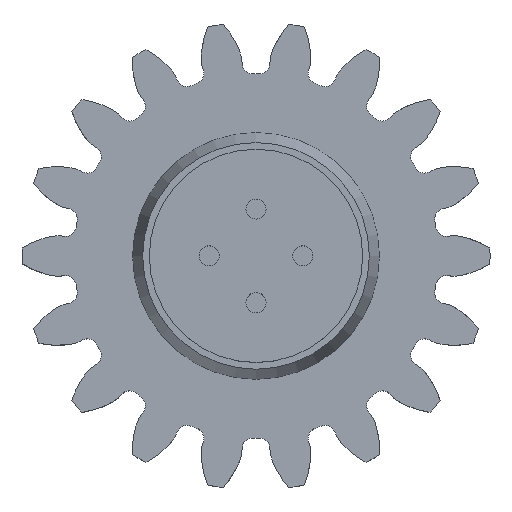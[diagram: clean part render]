
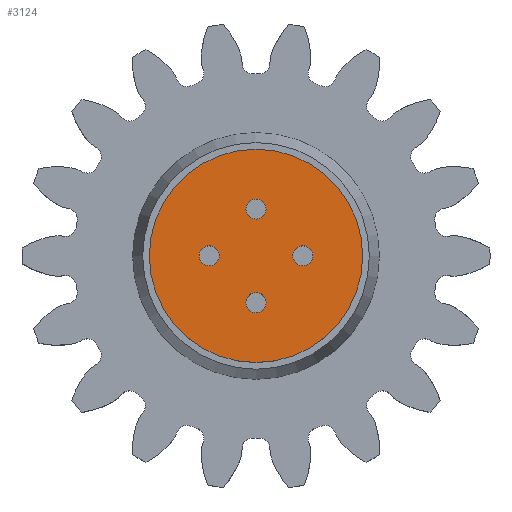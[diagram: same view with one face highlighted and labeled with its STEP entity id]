
A CAD part, top view. The second image highlights one B-rep face of the part: STEP entity #3124.
In plain terms, the highlighted planar face has unit normal (0, 0, 1).
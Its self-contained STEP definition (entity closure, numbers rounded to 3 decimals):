
#34=FACE_BOUND('',#525,.T.);
#35=FACE_BOUND('',#526,.T.);
#36=FACE_BOUND('',#527,.T.);
#37=FACE_BOUND('',#528,.T.);
#185=PLANE('',#3434);
#348=FACE_OUTER_BOUND('',#524,.T.);
#524=EDGE_LOOP('',(#2860));
#525=EDGE_LOOP('',(#2861));
#526=EDGE_LOOP('',(#2862));
#527=EDGE_LOOP('',(#2863));
#528=EDGE_LOOP('',(#2864));
#1151=CIRCLE('',#3420,1.5);
#1153=CIRCLE('',#3423,1.5);
#1155=CIRCLE('',#3426,1.5);
#1157=CIRCLE('',#3429,1.5);
#1159=CIRCLE('',#3432,15.95);
#1463=VERTEX_POINT('',#15871);
#1465=VERTEX_POINT('',#15877);
#1467=VERTEX_POINT('',#15883);
#1469=VERTEX_POINT('',#15889);
#1471=VERTEX_POINT('',#15895);
#1924=EDGE_CURVE('',#1463,#1463,#1151,.T.);
#1927=EDGE_CURVE('',#1465,#1465,#1153,.T.);
#1930=EDGE_CURVE('',#1467,#1467,#1155,.T.);
#1933=EDGE_CURVE('',#1469,#1469,#1157,.T.);
#1936=EDGE_CURVE('',#1471,#1471,#1159,.T.);
#2860=ORIENTED_EDGE('',*,*,#1936,.T.);
#2861=ORIENTED_EDGE('',*,*,#1933,.T.);
#2862=ORIENTED_EDGE('',*,*,#1930,.T.);
#2863=ORIENTED_EDGE('',*,*,#1927,.T.);
#2864=ORIENTED_EDGE('',*,*,#1924,.T.);
#3124=ADVANCED_FACE('',(#348,#34,#35,#36,#37),#185,.T.);
#3420=AXIS2_PLACEMENT_3D('',#15872,#4214,#4215);
#3423=AXIS2_PLACEMENT_3D('',#15878,#4221,#4222);
#3426=AXIS2_PLACEMENT_3D('',#15884,#4228,#4229);
#3429=AXIS2_PLACEMENT_3D('',#15890,#4235,#4236);
#3432=AXIS2_PLACEMENT_3D('',#15896,#4242,#4243);
#3434=AXIS2_PLACEMENT_3D('',#15900,#4247,#4248);
#4214=DIRECTION('center_axis',(0.,0.,-1.));
#4215=DIRECTION('ref_axis',(-1.,0.,0.));
#4221=DIRECTION('center_axis',(0.,0.,-1.));
#4222=DIRECTION('ref_axis',(-1.,0.,0.));
#4228=DIRECTION('center_axis',(0.,0.,-1.));
#4229=DIRECTION('ref_axis',(-1.,0.,0.));
#4235=DIRECTION('center_axis',(0.,0.,-1.));
#4236=DIRECTION('ref_axis',(-1.,0.,0.));
#4242=DIRECTION('center_axis',(0.,0.,1.));
#4243=DIRECTION('ref_axis',(-1.,0.,0.));
#4247=DIRECTION('center_axis',(0.,0.,1.));
#4248=DIRECTION('ref_axis',(-1.,0.,0.));
#15871=CARTESIAN_POINT('',(-5.5,0.,17.));
#15872=CARTESIAN_POINT('Origin',(-7.,0.,
17.));
#15877=CARTESIAN_POINT('',(1.5,-7.,17.));
#15878=CARTESIAN_POINT('Origin',(0.,-7.,
17.));
#15883=CARTESIAN_POINT('',(1.5,7.,17.));
#15884=CARTESIAN_POINT('Origin',(0.,7.,17.));
#15889=CARTESIAN_POINT('',(8.5,0.,17.));
#15890=CARTESIAN_POINT('Origin',(7.,0.,
17.));
#15895=CARTESIAN_POINT('',(15.95,0.,17.));
#15896=CARTESIAN_POINT('Origin',(0.,0.,17.));
#15900=CARTESIAN_POINT('Origin',(0.,0.,17.));
